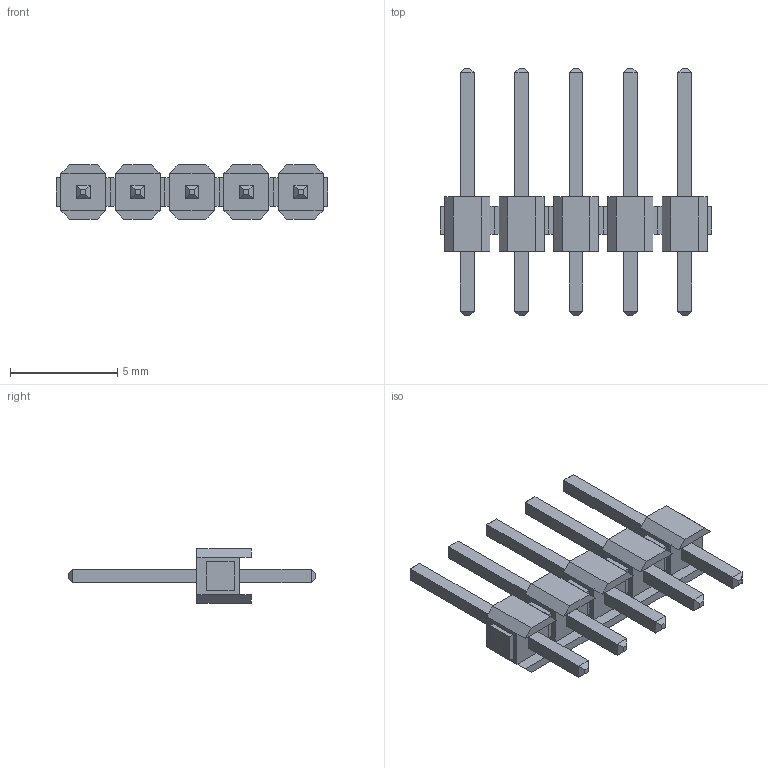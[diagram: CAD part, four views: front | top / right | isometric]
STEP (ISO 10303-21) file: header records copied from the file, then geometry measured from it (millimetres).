
FILE_DESCRIPTION (( 'STEP AP214' ), '1' );
FILE_NAME ('PLS-05.STEP', '2019-06-24T14:20:13', ( '' ), ( '' ), 'SwSTEP 2.0', 'SolidWorks 2018', '' );
FILE_SCHEMA (( 'AUTOMOTIVE_DESIGN' ));
Length unit declared in the file: millimetre
Products named in the file (2): PLS-01; PLS-05
Assembly tree (5 placements, depth 2):
  PLS-05
    PLS-01  x5
Bounding box: 12.7 x 11.54 x 2.54 mm (x, y, z)
Volume: 76.8 mm3; surface area: 288.1 mm2
Topology: 5 solids, 5 shells, 210 faces, 480 edges, 300 vertices
Faces by surface type: plane 210
Entity records: 1704 total; most frequent: CARTESIAN_POINT 206, DIRECTION 196, ORIENTED_EDGE 192, EDGE_CURVE 96, VECTOR 96, LINE 96, VERTEX_POINT 60, AXIS2_PLACEMENT_3D 50
